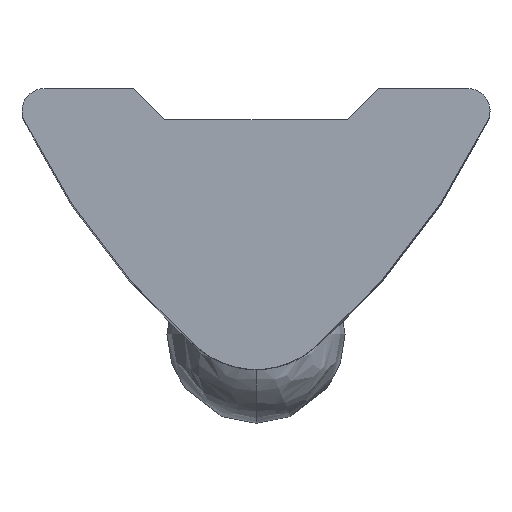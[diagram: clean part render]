
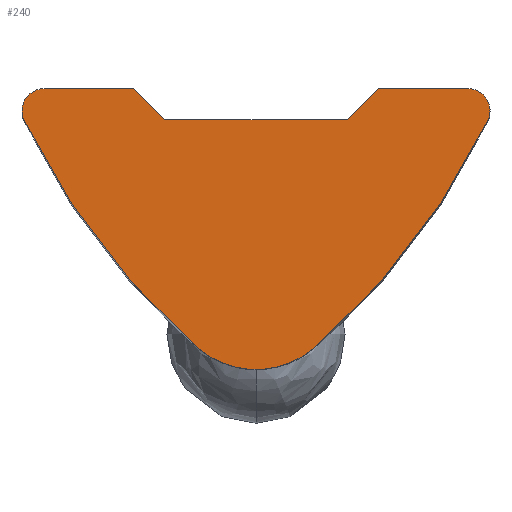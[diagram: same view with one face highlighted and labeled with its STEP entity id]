
A CAD part, top view. The second image highlights one B-rep face of the part: STEP entity #240.
In plain terms, the highlighted planar face has unit normal (0, 0, 1).
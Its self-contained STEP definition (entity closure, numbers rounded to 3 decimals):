
#15 = CARTESIAN_POINT ( 'NONE',  ( -5.25, -0.5, 17. ) ) ;
#81 = ORIENTED_EDGE ( 'NONE', *, *, #163, .T. ) ;
#90 = ORIENTED_EDGE ( 'NONE', *, *, #435, .F. ) ;
#92 = LINE ( 'NONE', #542, #358 ) ;
#107 = LINE ( 'NONE', #604, #330 ) ;
#115 = CARTESIAN_POINT ( 'NONE',  ( -5.2, -0.718, 17. ) ) ;
#120 = EDGE_CURVE ( 'NONE', #653, #704, #847, .T. ) ;
#124 = EDGE_CURVE ( 'NONE', #509, #727, #405, .T. ) ;
#128 = AXIS2_PLACEMENT_3D ( 'NONE', #281, #280, #279 ) ;
#137 = VERTEX_POINT ( 'NONE', #703 ) ;
#139 = AXIS2_PLACEMENT_3D ( 'NONE', #294, #293, #291 ) ;
#154 = LINE ( 'NONE', #380, #167 ) ;
#162 = VERTEX_POINT ( 'NONE', #627 ) ;
#163 = EDGE_CURVE ( 'NONE', #162, #137, #107, .T. ) ;
#167 = VECTOR ( 'NONE', #395, 1000. ) ;
#191 = CARTESIAN_POINT ( 'NONE',  ( 2.75, 0., 17. ) ) ;
#199 = VECTOR ( 'NONE', #227, 1000. ) ;
#200 = CIRCLE ( 'NONE', #454, 0.5 ) ;
#222 = CIRCLE ( 'NONE', #128, 16. ) ;
#227 = DIRECTION ( 'NONE',  ( -0.707, 0.707, 0. ) ) ;
#228 = CARTESIAN_POINT ( 'NONE',  ( -2.75, 0., 17. ) ) ;
#240 = ADVANCED_FACE ( 'NONE', ( #461 ), #597, .T. ) ;
#253 = CARTESIAN_POINT ( 'NONE',  ( 4.75, 0., 17. ) ) ;
#261 = AXIS2_PLACEMENT_3D ( 'NONE', #433, #429, #427 ) ;
#279 = DIRECTION ( 'NONE',  ( -1., 0., 0. ) ) ;
#280 = DIRECTION ( 'NONE',  ( 0., 0., 1. ) ) ;
#281 = CARTESIAN_POINT ( 'NONE',  ( 9.203, 6.25, 17. ) ) ;
#291 = DIRECTION ( 'NONE',  ( -1., 0., 0. ) ) ;
#293 = DIRECTION ( 'NONE',  ( 0., 0., -1. ) ) ;
#294 = CARTESIAN_POINT ( 'NONE',  ( -4.75, -0.5, 17. ) ) ;
#310 = ORIENTED_EDGE ( 'NONE', *, *, #729, .T. ) ;
#319 = VERTEX_POINT ( 'NONE', #588 ) ;
#325 = AXIS2_PLACEMENT_3D ( 'NONE', #603, #596, #594 ) ;
#330 = VECTOR ( 'NONE', #601, 1000. ) ;
#344 = CARTESIAN_POINT ( 'NONE',  ( 5.2, -0.718, 17. ) ) ;
#349 = AXIS2_PLACEMENT_3D ( 'NONE', #636, #797, #755 ) ;
#358 = VECTOR ( 'NONE', #541, 1000. ) ;
#363 = ORIENTED_EDGE ( 'NONE', *, *, #392, .T. ) ;
#366 = VERTEX_POINT ( 'NONE', #587 ) ;
#376 = DIRECTION ( 'NONE',  ( -1., 0., 0. ) ) ;
#377 = DIRECTION ( 'NONE',  ( 0., 0., -1. ) ) ;
#378 = CARTESIAN_POINT ( 'NONE',  ( -4.75, -0.5, 17. ) ) ;
#380 = CARTESIAN_POINT ( 'NONE',  ( 2.75, 0., 17. ) ) ;
#388 = CIRCLE ( 'NONE', #139, 0.5 ) ;
#392 = EDGE_CURVE ( 'NONE', #854, #319, #92, .T. ) ;
#395 = DIRECTION ( 'NONE',  ( -0.707, -0.707, 0. ) ) ;
#405 = CIRCLE ( 'NONE', #464, 16. ) ;
#427 = DIRECTION ( 'NONE',  ( -1., 0., 0. ) ) ;
#429 = DIRECTION ( 'NONE',  ( 0., 0., -1. ) ) ;
#433 = CARTESIAN_POINT ( 'NONE',  ( 0., -4.3, 17. ) ) ;
#435 = EDGE_CURVE ( 'NONE', #727, #366, #853, .T. ) ;
#454 = AXIS2_PLACEMENT_3D ( 'NONE', #378, #377, #376 ) ;
#461 = FACE_OUTER_BOUND ( 'NONE', #748, .T. ) ;
#464 = AXIS2_PLACEMENT_3D ( 'NONE', #679, #676, #674 ) ;
#467 = EDGE_CURVE ( 'NONE', #744, #137, #200, .T. ) ;
#472 = EDGE_CURVE ( 'NONE', #704, #854, #154, .T. ) ;
#502 = LINE ( 'NONE', #228, #199 ) ;
#509 = VERTEX_POINT ( 'NONE', #344 ) ;
#528 = ORIENTED_EDGE ( 'NONE', *, *, #120, .T. ) ;
#541 = DIRECTION ( 'NONE',  ( -1., 0., 0. ) ) ;
#542 = CARTESIAN_POINT ( 'NONE',  ( -4.75, -0.7, 17. ) ) ;
#563 = CIRCLE ( 'NONE', #349, 0.5 ) ;
#568 = ORIENTED_EDGE ( 'NONE', *, *, #613, .T. ) ;
#569 = CARTESIAN_POINT ( 'NONE',  ( 2.05, -0.7, 17. ) ) ;
#572 = EDGE_CURVE ( 'NONE', #698, #744, #388, .T. ) ;
#587 = CARTESIAN_POINT ( 'NONE',  ( -1.315, -5.807, 17. ) ) ;
#588 = CARTESIAN_POINT ( 'NONE',  ( -2.05, -0.7, 17. ) ) ;
#594 = DIRECTION ( 'NONE',  ( 1., 0., 0. ) ) ;
#596 = DIRECTION ( 'NONE',  ( 0., 0., 1. ) ) ;
#597 = PLANE ( 'NONE',  #325 ) ;
#601 = DIRECTION ( 'NONE',  ( -1., 0., 0. ) ) ;
#603 = CARTESIAN_POINT ( 'NONE',  ( -4.75, -0.5, 17. ) ) ;
#604 = CARTESIAN_POINT ( 'NONE',  ( -4.75, 0., 17. ) ) ;
#613 = EDGE_CURVE ( 'NONE', #698, #366, #222, .T. ) ;
#627 = CARTESIAN_POINT ( 'NONE',  ( -2.75, 0., 17. ) ) ;
#636 = CARTESIAN_POINT ( 'NONE',  ( 4.75, -0.5, 17. ) ) ;
#647 = ORIENTED_EDGE ( 'NONE', *, *, #124, .F. ) ;
#653 = VERTEX_POINT ( 'NONE', #253 ) ;
#656 = ORIENTED_EDGE ( 'NONE', *, *, #472, .T. ) ;
#671 = ORIENTED_EDGE ( 'NONE', *, *, #770, .T. ) ;
#674 = DIRECTION ( 'NONE',  ( -1., 0., 0. ) ) ;
#676 = DIRECTION ( 'NONE',  ( 0., 0., -1. ) ) ;
#679 = CARTESIAN_POINT ( 'NONE',  ( -9.203, 6.25, 17. ) ) ;
#698 = VERTEX_POINT ( 'NONE', #115 ) ;
#703 = CARTESIAN_POINT ( 'NONE',  ( -4.75, 0., 17. ) ) ;
#704 = VERTEX_POINT ( 'NONE', #191 ) ;
#706 = DIRECTION ( 'NONE',  ( -1., 0., 0. ) ) ;
#712 = CARTESIAN_POINT ( 'NONE',  ( -4.75, 0., 17. ) ) ;
#721 = ORIENTED_EDGE ( 'NONE', *, *, #572, .F. ) ;
#727 = VERTEX_POINT ( 'NONE', #795 ) ;
#729 = EDGE_CURVE ( 'NONE', #319, #162, #502, .T. ) ;
#744 = VERTEX_POINT ( 'NONE', #15 ) ;
#748 = EDGE_LOOP ( 'NONE', ( #363, #310, #81, #766, #721, #568, #90, #647, #671, #528, #656 ) ) ;
#755 = DIRECTION ( 'NONE',  ( -1., 0., 0. ) ) ;
#766 = ORIENTED_EDGE ( 'NONE', *, *, #467, .F. ) ;
#770 = EDGE_CURVE ( 'NONE', #509, #653, #563, .T. ) ;
#785 = VECTOR ( 'NONE', #706, 1000. ) ;
#795 = CARTESIAN_POINT ( 'NONE',  ( 1.315, -5.807, 17. ) ) ;
#797 = DIRECTION ( 'NONE',  ( 0., 0., 1. ) ) ;
#847 = LINE ( 'NONE', #712, #785 ) ;
#853 = CIRCLE ( 'NONE', #261, 2. ) ;
#854 = VERTEX_POINT ( 'NONE', #569 ) ;
